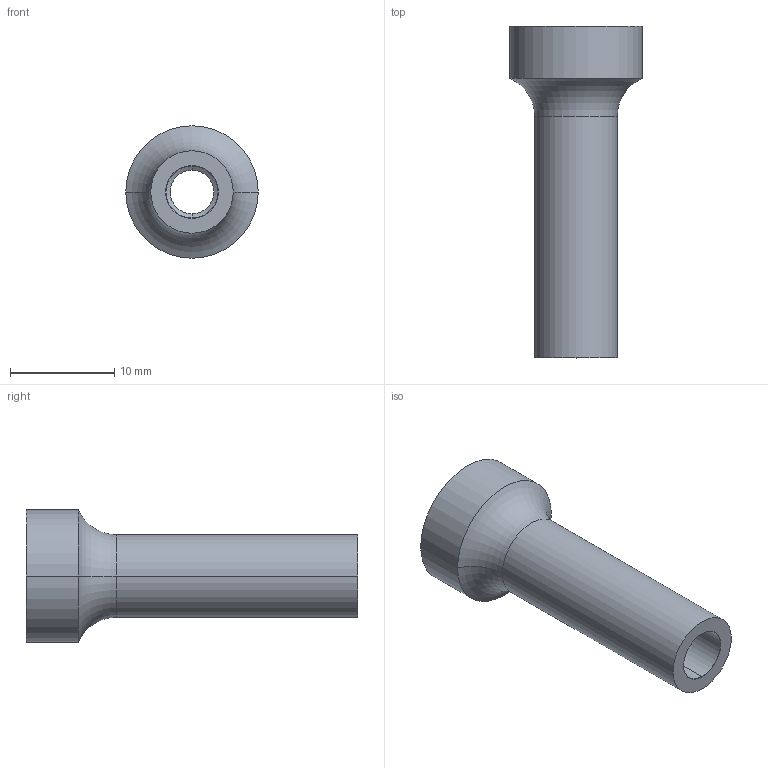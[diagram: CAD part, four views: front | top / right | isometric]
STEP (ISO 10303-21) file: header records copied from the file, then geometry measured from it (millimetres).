
FILE_DESCRIPTION (( 'STEP AP214' ), '1' );
FILE_NAME ('BK2102.STEP', '2023-10-13T20:18:43', ( '' ), ( '' ), 'SwSTEP 2.0', 'SolidWorks 2023', '' );
FILE_SCHEMA (( 'AUTOMOTIVE_DESIGN' ));
Length unit declared in the file: millimetre
Products named in the file (1): BK2102
Bounding box: 12.7 x 31.8 x 12.7 mm (x, y, z)
Volume: 1475.4 mm3; surface area: 1513.8 mm2
Topology: 1 solids, 1 shells, 18 faces, 36 edges, 20 vertices
Faces by surface type: cylinder 8, cone 6, torus 2, plane 2
Entity records: 493 total; most frequent: DIRECTION 96, CARTESIAN_POINT 75, ORIENTED_EDGE 72, AXIS2_PLACEMENT_3D 41, EDGE_CURVE 36, CIRCLE 22, EDGE_LOOP 20, VERTEX_POINT 20
